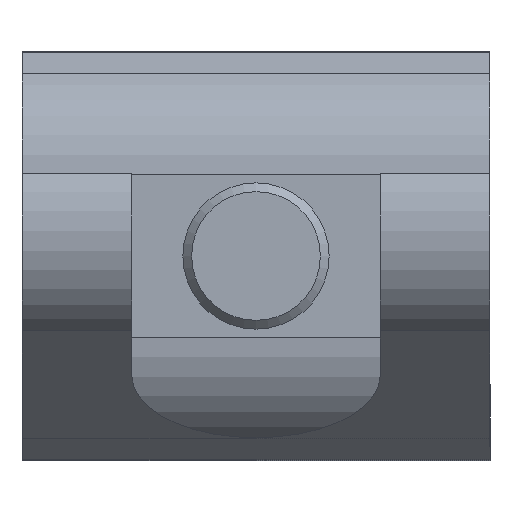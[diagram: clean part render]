
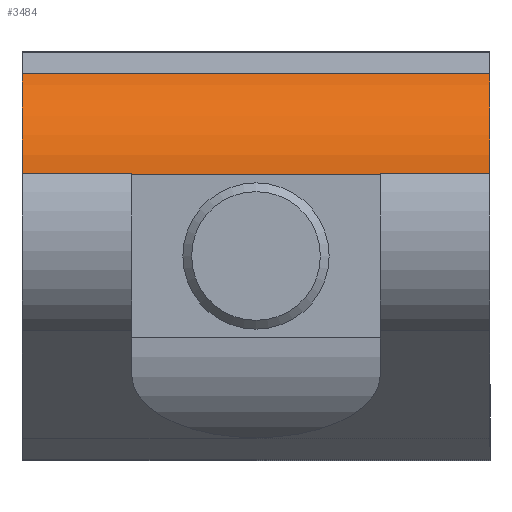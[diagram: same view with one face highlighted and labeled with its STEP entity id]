
A CAD part, front view. The second image highlights one B-rep face of the part: STEP entity #3484.
In plain terms, the highlighted cylindrical face has radius 4 mm (diameter 8 mm), a partial arc.
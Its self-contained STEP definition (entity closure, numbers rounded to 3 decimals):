
#249=FACE_OUTER_BOUND('',#424,.T.);
#424=EDGE_LOOP('',(#2479,#2480,#2481,#2482));
#579=CIRCLE('',#3675,4.);
#587=CIRCLE('',#3684,4.);
#829=LINE('',#16089,#1081);
#909=LINE('',#16315,#1161);
#1081=VECTOR('',#3943,10.);
#1161=VECTOR('',#4131,10.);
#1378=VERTEX_POINT('',#16086);
#1379=VERTEX_POINT('',#16088);
#1410=VERTEX_POINT('',#16176);
#1431=VERTEX_POINT('',#16221);
#1742=EDGE_CURVE('',#1378,#1379,#829,.T.);
#1782=EDGE_CURVE('',#1379,#1410,#579,.T.);
#1806=EDGE_CURVE('',#1431,#1378,#587,.T.);
#1848=EDGE_CURVE('',#1431,#1410,#909,.T.);
#2479=ORIENTED_EDGE('',*,*,#1742,.F.);
#2480=ORIENTED_EDGE('',*,*,#1806,.F.);
#2481=ORIENTED_EDGE('',*,*,#1848,.T.);
#2482=ORIENTED_EDGE('',*,*,#1782,.F.);
#3250=CYLINDRICAL_SURFACE('',#3710,4.);
#3484=ADVANCED_FACE('',(#249),#3250,.T.);
#3675=AXIS2_PLACEMENT_3D('',#16177,#4006,#4007);
#3684=AXIS2_PLACEMENT_3D('',#16223,#4040,#4041);
#3710=AXIS2_PLACEMENT_3D('',#16314,#4129,#4130);
#3943=DIRECTION('',(-1.,0.,0.));
#4006=DIRECTION('center_axis',(-1.,0.,0.));
#4007=DIRECTION('ref_axis',(0.,0.5,-0.866));
#4040=DIRECTION('center_axis',(1.,0.,0.));
#4041=DIRECTION('ref_axis',(0.,0.5,-0.866));
#4129=DIRECTION('center_axis',(1.,0.,0.));
#4130=DIRECTION('ref_axis',(0.,0.5,-0.866));
#4131=DIRECTION('',(-1.,0.,0.));
#16086=CARTESIAN_POINT('',(8.,-9.7,2.774));
#16088=CARTESIAN_POINT('',(-8.,-9.7,2.774));
#16089=CARTESIAN_POINT('',(0.,-9.7,2.774));
#16176=CARTESIAN_POINT('',(-8.,-7.7,6.238));
#16177=CARTESIAN_POINT('Origin',(-8.,-5.7,2.774));
#16221=CARTESIAN_POINT('',(8.,-7.7,6.238));
#16223=CARTESIAN_POINT('Origin',(8.,-5.7,2.774));
#16314=CARTESIAN_POINT('Origin',(0.,-5.7,
2.774));
#16315=CARTESIAN_POINT('',(0.,-7.7,6.238));
